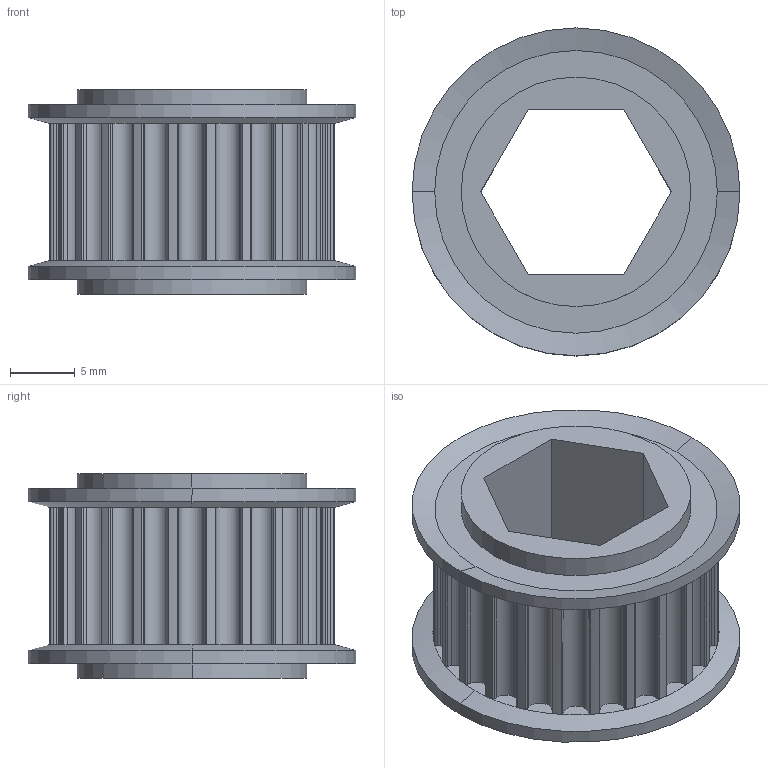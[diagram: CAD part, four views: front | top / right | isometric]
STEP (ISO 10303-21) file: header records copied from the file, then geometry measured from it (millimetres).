
FILE_DESCRIPTION (( 'STEP AP214' ), '1' );
FILE_NAME ('217-5875-001 Rev3.STEP', '2017-07-06T19:19:58', ( '' ), ( '' ), 'SwSTEP 2.0', 'SolidWorks 2017', '' );
FILE_SCHEMA (( 'AUTOMOTIVE_DESIGN' ));
Length unit declared in the file: inch
Products named in the file (1): 217-5875-001 Rev3
Bounding box: 25.4 x 25.4 x 15.88 mm (x, y, z)
Volume: 3198.3 mm3; surface area: 3178.4 mm2
Topology: 1 solids, 1 shells, 185 faces, 529 edges, 350 vertices
Faces by surface type: cylinder 165, plane 12, cone 8
Entity records: 6281 total; most frequent: DIRECTION 1239, CARTESIAN_POINT 1065, ORIENTED_EDGE 1058, EDGE_CURVE 529, AXIS2_PLACEMENT_3D 524, VERTEX_POINT 350, CIRCLE 338, EDGE_LOOP 191
